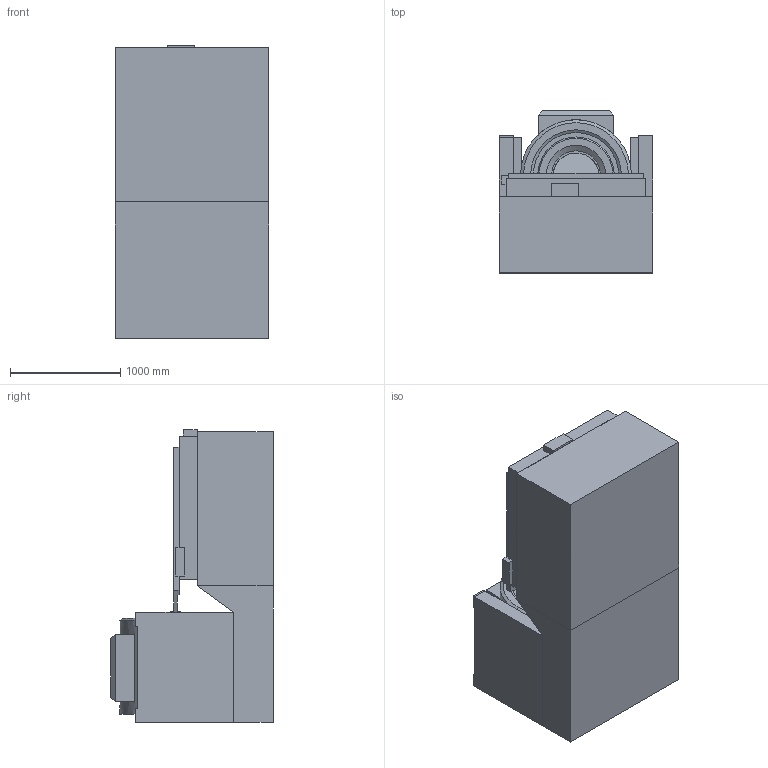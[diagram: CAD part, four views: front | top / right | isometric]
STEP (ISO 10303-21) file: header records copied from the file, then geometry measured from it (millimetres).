
FILE_DESCRIPTION(/* description */ ('','CAx-IF Rec.Pracs.---Representation and Presentation of Product Manufacturing Information (PMI)---3.8---2014-02-18'),/* implementation_level */ '2;1');
FILE_NAME(/* name */ 'Shaker AP242.stp',/* time_stamp */ '2021-03-29T11:44:33+02:00',/* author */ ('Andeas'),/* organization */ (''),/* preprocessor_version */ 'ST-DEVELOPER v16.13',/* originating_system */ 'Autodesk Inventor 2018',/* authorisation */ '');
FILE_SCHEMA (('AP242_MANAGED_MODEL_BASED_3D_ENGINEERING_MIM_LF { 1 0 10303 442 1 1 4 }'));
Length unit declared in the file: millimetre
Products named in the file (1): Shaker
Bounding box: 1390 x 1475 x 2660 mm (x, y, z)
Surface area: 25302462.7 mm2 (no closed solid volume)
Topology: 0 solids, 541 shells, 541 faces, 1957 edges, 1956 vertices
Faces by surface type: cylinder 286, plane 247, cone 8
Entity records: 23847 total; most frequent: CARTESIAN_POINT 5442, DIRECTION 3926, EDGE_CURVE 1957, ORIENTED_EDGE 1957, VERTEX_POINT 1956, AXIS2_PLACEMENT_3D 1433, LINE 1060, VECTOR 1060
